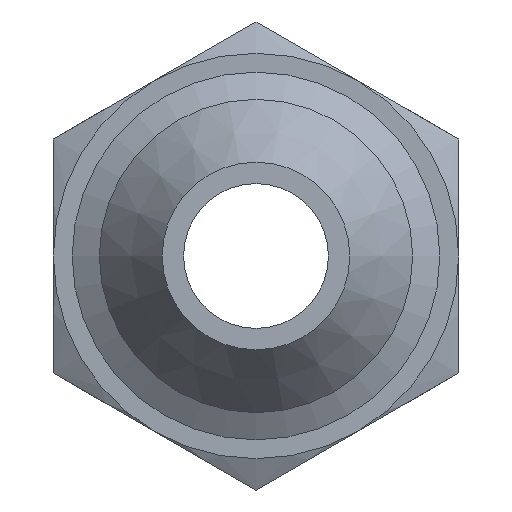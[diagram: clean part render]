
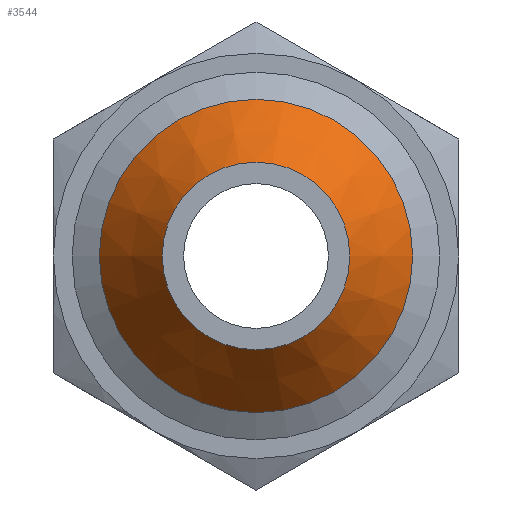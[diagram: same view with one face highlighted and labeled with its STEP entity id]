
A CAD part, left-side view. The second image highlights one B-rep face of the part: STEP entity #3544.
In plain terms, the highlighted conical face has half-angle 37 degrees and reference radius 4.325 mm.
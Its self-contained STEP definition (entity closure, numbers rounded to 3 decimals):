
#34=CIRCLE('',#3733,5.41);
#35=CIRCLE('',#3735,3.24);
#54=CONICAL_SURFACE('',#3734,4.325,0.646);
#414=FACE_OUTER_BOUND('',#625,.T.);
#625=EDGE_LOOP('',(#3277,#3278,#3279,#3280));
#1014=LINE('',#6042,#1395);
#1395=VECTOR('',#4445,4.325);
#1802=VERTEX_POINT('',#6036);
#1803=VERTEX_POINT('',#6040);
#2296=EDGE_CURVE('',#1802,#1802,#34,.T.);
#2298=EDGE_CURVE('',#1803,#1803,#35,.T.);
#2299=EDGE_CURVE('',#1803,#1802,#1014,.T.);
#3277=ORIENTED_EDGE('',*,*,#2298,.T.);
#3278=ORIENTED_EDGE('',*,*,#2299,.T.);
#3279=ORIENTED_EDGE('',*,*,#2296,.F.);
#3280=ORIENTED_EDGE('',*,*,#2299,.F.);
#3544=ADVANCED_FACE('',(#414),#54,.T.);
#3733=AXIS2_PLACEMENT_3D('',#6037,#4438,#4439);
#3734=AXIS2_PLACEMENT_3D('',#6039,#4441,#4442);
#3735=AXIS2_PLACEMENT_3D('',#6041,#4443,#4444);
#4438=DIRECTION('center_axis',(1.,0.,0.));
#4439=DIRECTION('ref_axis',(0.,1.,0.));
#4441=DIRECTION('center_axis',(1.,0.,0.));
#4442=DIRECTION('ref_axis',(0.,1.,0.));
#4443=DIRECTION('center_axis',(1.,0.,0.));
#4444=DIRECTION('ref_axis',(0.,1.,0.));
#4445=DIRECTION('',(0.799,-0.602,0.));
#6036=CARTESIAN_POINT('',(0.38,-5.41,0.));
#6037=CARTESIAN_POINT('Origin',(0.38,0.,
0.));
#6039=CARTESIAN_POINT('Origin',(-1.06,0.,
0.));
#6040=CARTESIAN_POINT('',(-2.5,-3.24,0.));
#6041=CARTESIAN_POINT('Origin',(-2.5,0.,
0.));
#6042=CARTESIAN_POINT('',(-1.06,-4.325,0.));
